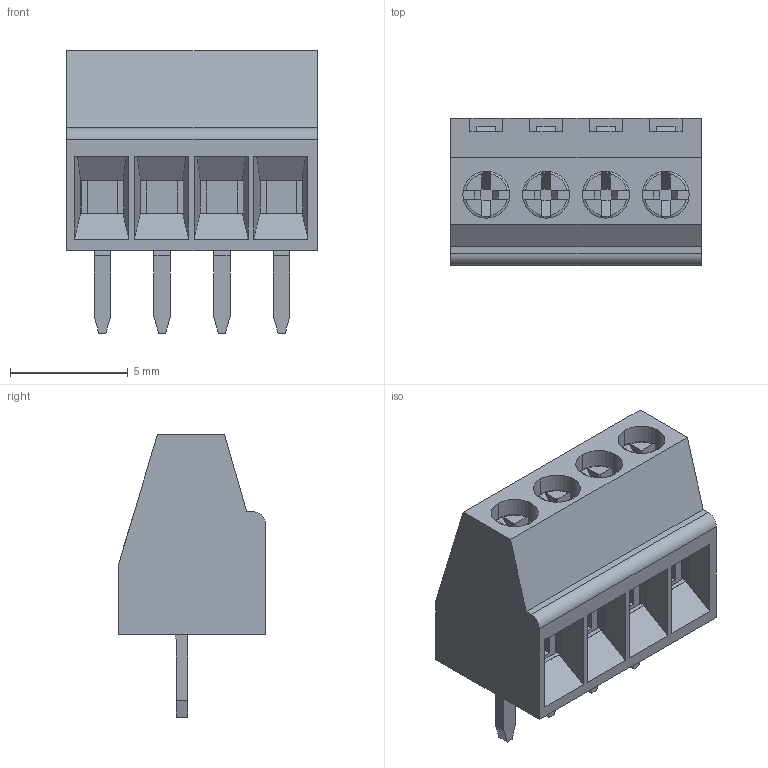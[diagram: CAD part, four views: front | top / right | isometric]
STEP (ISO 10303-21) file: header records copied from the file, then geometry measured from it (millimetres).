
FILE_DESCRIPTION (( 'STEP AP214' ), '1' );
FILE_NAME ('CONN-TH_4P-P2.54_MX128-2.54-GN01-04P-CU-Y-A.STEP', '2024-06-27T02:21:09', ( '' ), ( '' ), 'SwSTEP 2.0', 'SolidWorks 2021', '' );
FILE_SCHEMA (( 'AUTOMOTIVE_DESIGN' ));
Length unit declared in the file: millimetre
Products named in the file (1): CONN-TH_4P-P2.54_MX128-2.54-GN01-04P-CU-Y-A
Bounding box: 10.64 x 6.25 x 12 mm (x, y, z)
Volume: 325.3 mm3; surface area: 1296.6 mm2
Topology: 13 solids, 13 shells, 750 faces, 2019 edges, 1318 vertices
Faces by surface type: plane 559, bspline 98, cylinder 65, torus 20, cone 8
Entity records: 32237 total; most frequent: CARTESIAN_POINT 5558, ORIENTED_EDGE 4038, DIRECTION 3287, EDGE_CURVE 2019, LINE 1569, VECTOR 1569, VERTEX_POINT 1318, AXIS2_PLACEMENT_3D 859
